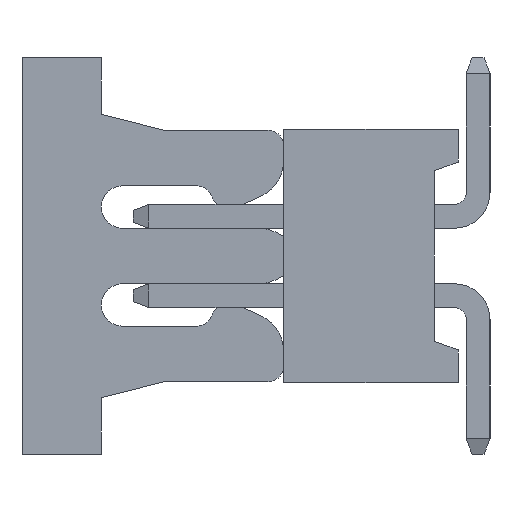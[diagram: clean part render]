
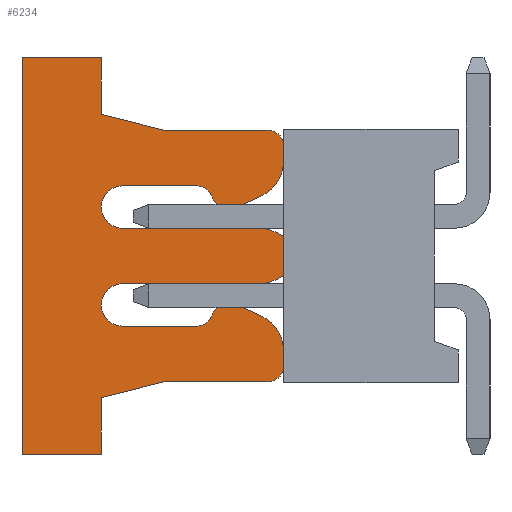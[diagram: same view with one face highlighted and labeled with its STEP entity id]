
A CAD part, left-side view. The second image highlights one B-rep face of the part: STEP entity #6234.
In plain terms, the highlighted planar face has unit normal (-1, 0, 0).
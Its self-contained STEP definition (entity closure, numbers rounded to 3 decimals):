
#5959=CARTESIAN_POINT('',(-2.4,0.,0.));
#5960=DIRECTION('',(0.,0.,-1.));
#5961=DIRECTION('',(-1.,-0.,-0.));
#5962=AXIS2_PLACEMENT_3D('',#5959,#5961,#5960);
#5963=PLANE('',#5962);
#5964=CARTESIAN_POINT('',(-2.4,-1.982,0.35));
#5965=VERTEX_POINT('',#5964);
#5966=CARTESIAN_POINT('',(-2.4,-0.268,0.35));
#5967=VERTEX_POINT('',#5966);
#5968=CARTESIAN_POINT('',(-2.4,-1.982,0.35));
#5969=DIRECTION('',(0.,1.,0.));
#5970=VECTOR('',#5969,1.714);
#5971=LINE('',#5968,#5970);
#5972=EDGE_CURVE('',#5965,#5967,#5971,.T.);
#5973=ORIENTED_EDGE('',*,*,#5972,.T.);
#5974=CARTESIAN_POINT('',(-2.4,-0.268,0.885));
#5975=VERTEX_POINT('',#5974);
#5976=CARTESIAN_POINT('',(-2.4,-0.268,0.618));
#5977=DIRECTION('',(0.,0.,-1.));
#5978=DIRECTION('',(1.,0.,0.));
#5979=AXIS2_PLACEMENT_3D('',#5976,#5978,#5977);
#5980=CIRCLE('',#5979,0.268);
#5981=EDGE_CURVE('',#5967,#5975,#5980,.T.);
#5982=ORIENTED_EDGE('',*,*,#5981,.T.);
#5983=CARTESIAN_POINT('',(-2.4,-1.201,0.885));
#5984=VERTEX_POINT('',#5983);
#5985=CARTESIAN_POINT('',(-2.4,-0.268,0.885));
#5986=DIRECTION('',(0.,-1.,0.));
#5987=VECTOR('',#5986,0.934);
#5988=LINE('',#5985,#5987);
#5989=EDGE_CURVE('',#5975,#5984,#5988,.T.);
#5990=ORIENTED_EDGE('',*,*,#5989,.T.);
#5991=CARTESIAN_POINT('',(-2.4,-1.387,0.758));
#5992=VERTEX_POINT('',#5991);
#5993=CARTESIAN_POINT('',(-2.4,-1.201,0.685));
#5994=DIRECTION('',(0.,0.,1.));
#5995=DIRECTION('',(1.,0.,0.));
#5996=AXIS2_PLACEMENT_3D('',#5993,#5995,#5994);
#5997=CIRCLE('',#5996,0.2);
#5998=EDGE_CURVE('',#5984,#5992,#5997,.T.);
#5999=ORIENTED_EDGE('',*,*,#5998,.T.);
#6000=CARTESIAN_POINT('',(-2.4,-1.724,0.623));
#6001=VERTEX_POINT('',#6000);
#6002=CARTESIAN_POINT('',(-2.4,-1.62,0.85));
#6003=DIRECTION('',(0.,0.93,-0.367));
#6004=DIRECTION('',(-1.,0.,0.));
#6005=AXIS2_PLACEMENT_3D('',#6002,#6004,#6003);
#6006=CIRCLE('',#6005,0.25);
#6007=EDGE_CURVE('',#5992,#6001,#6006,.T.);
#6008=ORIENTED_EDGE('',*,*,#6007,.T.);
#6009=CARTESIAN_POINT('',(-2.4,-2.007,0.752));
#6010=VERTEX_POINT('',#6009);
#6011=CARTESIAN_POINT('',(-2.4,-1.724,0.623));
#6012=DIRECTION('',(0.,-0.91,0.415));
#6013=VECTOR('',#6012,0.312);
#6014=LINE('',#6011,#6013);
#6015=EDGE_CURVE('',#6001,#6010,#6014,.T.);
#6016=ORIENTED_EDGE('',*,*,#6015,.T.);
#6017=CARTESIAN_POINT('',(-2.4,-2.3,1.207));
#6018=VERTEX_POINT('',#6017);
#6019=CARTESIAN_POINT('',(-2.4,-1.8,1.207));
#6020=DIRECTION('',(0.,-0.415,-0.91));
#6021=DIRECTION('',(-1.,0.,0.));
#6022=AXIS2_PLACEMENT_3D('',#6019,#6021,#6020);
#6023=CIRCLE('',#6022,0.5);
#6024=EDGE_CURVE('',#6010,#6018,#6023,.T.);
#6025=ORIENTED_EDGE('',*,*,#6024,.T.);
#6026=CARTESIAN_POINT('',(-2.4,-2.3,1.385));
#6027=VERTEX_POINT('',#6026);
#6028=CARTESIAN_POINT('',(-2.4,-2.3,1.207));
#6029=DIRECTION('',(0.,0.,1.));
#6030=VECTOR('',#6029,0.178);
#6031=LINE('',#6028,#6030);
#6032=EDGE_CURVE('',#6018,#6027,#6031,.T.);
#6033=ORIENTED_EDGE('',*,*,#6032,.T.);
#6034=CARTESIAN_POINT('',(-2.4,-2.1,1.585));
#6035=VERTEX_POINT('',#6034);
#6036=CARTESIAN_POINT('',(-2.4,-2.1,1.385));
#6037=DIRECTION('',(0.,-1.,0.));
#6038=DIRECTION('',(-1.,0.,0.));
#6039=AXIS2_PLACEMENT_3D('',#6036,#6038,#6037);
#6040=CIRCLE('',#6039,0.2);
#6041=EDGE_CURVE('',#6027,#6035,#6040,.T.);
#6042=ORIENTED_EDGE('',*,*,#6041,.T.);
#6043=CARTESIAN_POINT('',(-2.4,-0.8,1.585));
#6044=VERTEX_POINT('',#6043);
#6045=CARTESIAN_POINT('',(-2.4,-2.1,1.585));
#6046=DIRECTION('',(0.,1.,0.));
#6047=VECTOR('',#6046,1.3);
#6048=LINE('',#6045,#6047);
#6049=EDGE_CURVE('',#6035,#6044,#6048,.T.);
#6050=ORIENTED_EDGE('',*,*,#6049,.T.);
#6051=CARTESIAN_POINT('',(-2.4,0.,1.784));
#6052=VERTEX_POINT('',#6051);
#6053=CARTESIAN_POINT('',(-2.4,-0.8,1.585));
#6054=DIRECTION('',(0.,0.97,0.242));
#6055=VECTOR('',#6054,0.824);
#6056=LINE('',#6053,#6055);
#6057=EDGE_CURVE('',#6044,#6052,#6056,.T.);
#6058=ORIENTED_EDGE('',*,*,#6057,.T.);
#6059=CARTESIAN_POINT('',(-2.4,0.,2.5));
#6060=VERTEX_POINT('',#6059);
#6061=CARTESIAN_POINT('',(-2.4,0.,1.784));
#6062=DIRECTION('',(0.,0.,1.));
#6063=VECTOR('',#6062,0.716);
#6064=LINE('',#6061,#6063);
#6065=EDGE_CURVE('',#6052,#6060,#6064,.T.);
#6066=ORIENTED_EDGE('',*,*,#6065,.T.);
#6067=CARTESIAN_POINT('',(-2.4,1.,2.5));
#6068=VERTEX_POINT('',#6067);
#6069=CARTESIAN_POINT('',(-2.4,0.,2.5));
#6070=DIRECTION('',(0.,1.,0.));
#6071=VECTOR('',#6070,1.);
#6072=LINE('',#6069,#6071);
#6073=EDGE_CURVE('',#6060,#6068,#6072,.T.);
#6074=ORIENTED_EDGE('',*,*,#6073,.T.);
#6075=CARTESIAN_POINT('',(-2.4,1.,-2.5));
#6076=VERTEX_POINT('',#6075);
#6077=CARTESIAN_POINT('',(-2.4,1.,2.5));
#6078=DIRECTION('',(0.,0.,-1.));
#6079=VECTOR('',#6078,5.);
#6080=LINE('',#6077,#6079);
#6081=EDGE_CURVE('',#6068,#6076,#6080,.T.);
#6082=ORIENTED_EDGE('',*,*,#6081,.T.);
#6083=CARTESIAN_POINT('',(-2.4,0.,-2.5));
#6084=VERTEX_POINT('',#6083);
#6085=CARTESIAN_POINT('',(-2.4,1.,-2.5));
#6086=DIRECTION('',(0.,-1.,0.));
#6087=VECTOR('',#6086,1.);
#6088=LINE('',#6085,#6087);
#6089=EDGE_CURVE('',#6076,#6084,#6088,.T.);
#6090=ORIENTED_EDGE('',*,*,#6089,.T.);
#6091=CARTESIAN_POINT('',(-2.4,0.,-1.784));
#6092=VERTEX_POINT('',#6091);
#6093=CARTESIAN_POINT('',(-2.4,0.,-2.5));
#6094=DIRECTION('',(0.,0.,1.));
#6095=VECTOR('',#6094,0.716);
#6096=LINE('',#6093,#6095);
#6097=EDGE_CURVE('',#6084,#6092,#6096,.T.);
#6098=ORIENTED_EDGE('',*,*,#6097,.T.);
#6099=CARTESIAN_POINT('',(-2.4,-0.8,-1.585));
#6100=VERTEX_POINT('',#6099);
#6101=CARTESIAN_POINT('',(-2.4,0.,-1.784));
#6102=DIRECTION('',(0.,-0.97,0.242));
#6103=VECTOR('',#6102,0.824);
#6104=LINE('',#6101,#6103);
#6105=EDGE_CURVE('',#6092,#6100,#6104,.T.);
#6106=ORIENTED_EDGE('',*,*,#6105,.T.);
#6107=CARTESIAN_POINT('',(-2.4,-2.1,-1.585));
#6108=VERTEX_POINT('',#6107);
#6109=CARTESIAN_POINT('',(-2.4,-0.8,-1.585));
#6110=DIRECTION('',(0.,-1.,0.));
#6111=VECTOR('',#6110,1.3);
#6112=LINE('',#6109,#6111);
#6113=EDGE_CURVE('',#6100,#6108,#6112,.T.);
#6114=ORIENTED_EDGE('',*,*,#6113,.T.);
#6115=CARTESIAN_POINT('',(-2.4,-2.3,-1.385));
#6116=VERTEX_POINT('',#6115);
#6117=CARTESIAN_POINT('',(-2.4,-2.1,-1.385));
#6118=DIRECTION('',(0.,0.,-1.));
#6119=DIRECTION('',(-1.,0.,0.));
#6120=AXIS2_PLACEMENT_3D('',#6117,#6119,#6118);
#6121=CIRCLE('',#6120,0.2);
#6122=EDGE_CURVE('',#6108,#6116,#6121,.T.);
#6123=ORIENTED_EDGE('',*,*,#6122,.T.);
#6124=CARTESIAN_POINT('',(-2.4,-2.3,-1.207));
#6125=VERTEX_POINT('',#6124);
#6126=CARTESIAN_POINT('',(-2.4,-2.3,-1.385));
#6127=DIRECTION('',(0.,0.,1.));
#6128=VECTOR('',#6127,0.178);
#6129=LINE('',#6126,#6128);
#6130=EDGE_CURVE('',#6116,#6125,#6129,.T.);
#6131=ORIENTED_EDGE('',*,*,#6130,.T.);
#6132=CARTESIAN_POINT('',(-2.4,-2.007,-0.752));
#6133=VERTEX_POINT('',#6132);
#6134=CARTESIAN_POINT('',(-2.4,-1.8,-1.207));
#6135=DIRECTION('',(0.,-1.,0.));
#6136=DIRECTION('',(-1.,0.,0.));
#6137=AXIS2_PLACEMENT_3D('',#6134,#6136,#6135);
#6138=CIRCLE('',#6137,0.5);
#6139=EDGE_CURVE('',#6125,#6133,#6138,.T.);
#6140=ORIENTED_EDGE('',*,*,#6139,.T.);
#6141=CARTESIAN_POINT('',(-2.4,-1.724,-0.623));
#6142=VERTEX_POINT('',#6141);
#6143=CARTESIAN_POINT('',(-2.4,-2.007,-0.752));
#6144=DIRECTION('',(0.,0.91,0.415));
#6145=VECTOR('',#6144,0.312);
#6146=LINE('',#6143,#6145);
#6147=EDGE_CURVE('',#6133,#6142,#6146,.T.);
#6148=ORIENTED_EDGE('',*,*,#6147,.T.);
#6149=CARTESIAN_POINT('',(-2.4,-1.387,-0.758));
#6150=VERTEX_POINT('',#6149);
#6151=CARTESIAN_POINT('',(-2.4,-1.62,-0.85));
#6152=DIRECTION('',(0.,-0.415,0.91));
#6153=DIRECTION('',(-1.,0.,0.));
#6154=AXIS2_PLACEMENT_3D('',#6151,#6153,#6152);
#6155=CIRCLE('',#6154,0.25);
#6156=EDGE_CURVE('',#6142,#6150,#6155,.T.);
#6157=ORIENTED_EDGE('',*,*,#6156,.T.);
#6158=CARTESIAN_POINT('',(-2.4,-1.201,-0.885));
#6159=VERTEX_POINT('',#6158);
#6160=CARTESIAN_POINT('',(-2.4,-1.201,-0.685));
#6161=DIRECTION('',(0.,-0.93,-0.367));
#6162=DIRECTION('',(1.,0.,0.));
#6163=AXIS2_PLACEMENT_3D('',#6160,#6162,#6161);
#6164=CIRCLE('',#6163,0.2);
#6165=EDGE_CURVE('',#6150,#6159,#6164,.T.);
#6166=ORIENTED_EDGE('',*,*,#6165,.T.);
#6167=CARTESIAN_POINT('',(-2.4,-0.268,-0.885));
#6168=VERTEX_POINT('',#6167);
#6169=CARTESIAN_POINT('',(-2.4,-1.201,-0.885));
#6170=DIRECTION('',(0.,1.,0.));
#6171=VECTOR('',#6170,0.934);
#6172=LINE('',#6169,#6171);
#6173=EDGE_CURVE('',#6159,#6168,#6172,.T.);
#6174=ORIENTED_EDGE('',*,*,#6173,.T.);
#6175=CARTESIAN_POINT('',(-2.4,-0.268,-0.35));
#6176=VERTEX_POINT('',#6175);
#6177=CARTESIAN_POINT('',(-2.4,-0.268,-0.618));
#6178=DIRECTION('',(0.,0.,-1.));
#6179=DIRECTION('',(1.,0.,-0.));
#6180=AXIS2_PLACEMENT_3D('',#6177,#6179,#6178);
#6181=CIRCLE('',#6180,0.268);
#6182=EDGE_CURVE('',#6168,#6176,#6181,.T.);
#6183=ORIENTED_EDGE('',*,*,#6182,.T.);
#6184=CARTESIAN_POINT('',(-2.4,-1.982,-0.35));
#6185=VERTEX_POINT('',#6184);
#6186=CARTESIAN_POINT('',(-2.4,-0.268,-0.35));
#6187=DIRECTION('',(0.,-1.,0.));
#6188=VECTOR('',#6187,1.714);
#6189=LINE('',#6186,#6188);
#6190=EDGE_CURVE('',#6176,#6185,#6189,.T.);
#6191=ORIENTED_EDGE('',*,*,#6190,.T.);
#6192=CARTESIAN_POINT('',(-2.4,-2.205,-0.297));
#6193=VERTEX_POINT('',#6192);
#6194=CARTESIAN_POINT('',(-2.4,-1.982,0.15));
#6195=DIRECTION('',(0.,0.,-1.));
#6196=DIRECTION('',(-1.,0.,0.));
#6197=AXIS2_PLACEMENT_3D('',#6194,#6196,#6195);
#6198=CIRCLE('',#6197,0.5);
#6199=EDGE_CURVE('',#6185,#6193,#6198,.T.);
#6200=ORIENTED_EDGE('',*,*,#6199,.T.);
#6201=CARTESIAN_POINT('',(-2.4,-2.3,-0.25));
#6202=VERTEX_POINT('',#6201);
#6203=CARTESIAN_POINT('',(-2.4,-2.205,-0.297));
#6204=DIRECTION('',(0.,-0.895,0.446));
#6205=VECTOR('',#6204,0.106);
#6206=LINE('',#6203,#6205);
#6207=EDGE_CURVE('',#6193,#6202,#6206,.T.);
#6208=ORIENTED_EDGE('',*,*,#6207,.T.);
#6209=CARTESIAN_POINT('',(-2.4,-2.3,0.25));
#6210=VERTEX_POINT('',#6209);
#6211=CARTESIAN_POINT('',(-2.4,-2.3,-0.25));
#6212=DIRECTION('',(0.,0.,1.));
#6213=VECTOR('',#6212,0.5);
#6214=LINE('',#6211,#6213);
#6215=EDGE_CURVE('',#6202,#6210,#6214,.T.);
#6216=ORIENTED_EDGE('',*,*,#6215,.T.);
#6217=CARTESIAN_POINT('',(-2.4,-2.205,0.297));
#6218=VERTEX_POINT('',#6217);
#6219=CARTESIAN_POINT('',(-2.4,-2.3,0.25));
#6220=DIRECTION('',(0.,0.895,0.446));
#6221=VECTOR('',#6220,0.106);
#6222=LINE('',#6219,#6221);
#6223=EDGE_CURVE('',#6210,#6218,#6222,.T.);
#6224=ORIENTED_EDGE('',*,*,#6223,.T.);
#6225=CARTESIAN_POINT('',(-2.4,-1.982,-0.15));
#6226=DIRECTION('',(0.,-0.446,0.895));
#6227=DIRECTION('',(-1.,0.,0.));
#6228=AXIS2_PLACEMENT_3D('',#6225,#6227,#6226);
#6229=CIRCLE('',#6228,0.5);
#6230=EDGE_CURVE('',#6218,#5965,#6229,.T.);
#6231=ORIENTED_EDGE('',*,*,#6230,.T.);
#6232=EDGE_LOOP('',(#5973,#5982,#5990,#5999,#6008,#6016,#6025,#6033,#6042,#6050,#6058,#6066,#6074,#6082,#6090,#6098,#6106,#6114,#6123,#6131,#6140,#6148,#6157,#6166,#6174,#6183,#6191,#6200,#6208,#6216,#6224,#6231));
#6233=FACE_OUTER_BOUND('',#6232,.T.);
#6234=ADVANCED_FACE('',(#6233),#5963,.T.);
